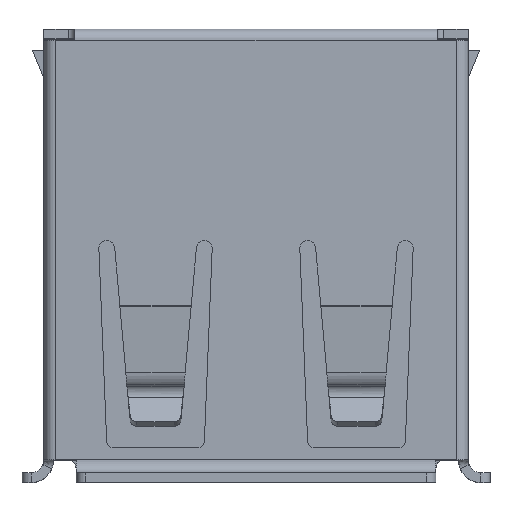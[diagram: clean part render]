
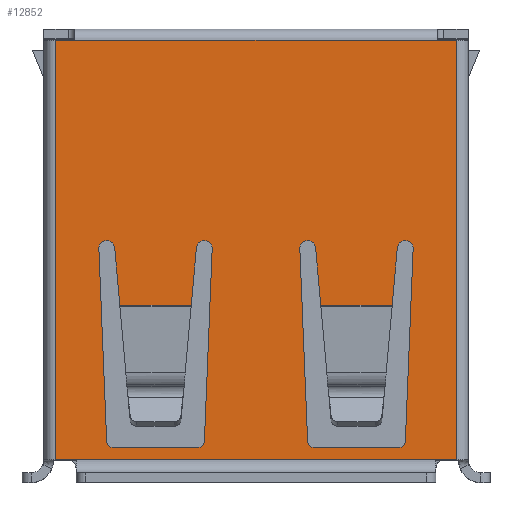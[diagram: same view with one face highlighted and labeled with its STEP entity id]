
A CAD part, top view. The second image highlights one B-rep face of the part: STEP entity #12852.
In plain terms, the highlighted planar face has unit normal (0, 0, 1).
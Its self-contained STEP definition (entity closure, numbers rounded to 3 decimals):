
#449=CIRCLE('',#14093,0.245);
#450=CIRCLE('',#14094,0.2);
#451=CIRCLE('',#14095,0.2);
#452=CIRCLE('',#14096,0.245);
#453=CIRCLE('',#14097,0.245);
#454=CIRCLE('',#14098,0.2);
#455=CIRCLE('',#14099,0.2);
#456=CIRCLE('',#14100,0.245);
#867=ORIENTED_EDGE('',*,*,#4758,.F.);
#868=ORIENTED_EDGE('',*,*,#4759,.T.);
#869=ORIENTED_EDGE('',*,*,#4760,.T.);
#870=ORIENTED_EDGE('',*,*,#4761,.T.);
#871=ORIENTED_EDGE('',*,*,#4762,.T.);
#872=ORIENTED_EDGE('',*,*,#4763,.T.);
#873=ORIENTED_EDGE('',*,*,#4764,.T.);
#874=ORIENTED_EDGE('',*,*,#4765,.T.);
#875=ORIENTED_EDGE('',*,*,#4766,.T.);
#876=ORIENTED_EDGE('',*,*,#4733,.T.);
#877=ORIENTED_EDGE('',*,*,#4767,.F.);
#878=ORIENTED_EDGE('',*,*,#4768,.T.);
#879=ORIENTED_EDGE('',*,*,#4769,.T.);
#880=ORIENTED_EDGE('',*,*,#4770,.T.);
#881=ORIENTED_EDGE('',*,*,#4771,.T.);
#882=ORIENTED_EDGE('',*,*,#4772,.T.);
#883=ORIENTED_EDGE('',*,*,#4773,.T.);
#884=ORIENTED_EDGE('',*,*,#4774,.T.);
#885=ORIENTED_EDGE('',*,*,#4775,.T.);
#886=ORIENTED_EDGE('',*,*,#4776,.T.);
#887=ORIENTED_EDGE('',*,*,#4702,.F.);
#888=ORIENTED_EDGE('',*,*,#4777,.F.);
#889=ORIENTED_EDGE('',*,*,#4722,.T.);
#890=ORIENTED_EDGE('',*,*,#4778,.T.);
#891=ORIENTED_EDGE('',*,*,#4728,.T.);
#892=ORIENTED_EDGE('',*,*,#4779,.T.);
#893=ORIENTED_EDGE('',*,*,#4688,.F.);
#894=ORIENTED_EDGE('',*,*,#4780,.T.);
#4688=EDGE_CURVE('',#6637,#6638,#7859,.F.);
#4702=EDGE_CURVE('',#6651,#6645,#7868,.F.);
#4722=EDGE_CURVE('',#6661,#6667,#7881,.F.);
#4728=EDGE_CURVE('',#6674,#6673,#7885,.F.);
#4733=EDGE_CURVE('',#6679,#6678,#7890,.T.);
#4758=EDGE_CURVE('',#6698,#6678,#7907,.T.);
#4759=EDGE_CURVE('',#6698,#6699,#7908,.T.);
#4760=EDGE_CURVE('',#6699,#6700,#449,.T.);
#4761=EDGE_CURVE('',#6700,#6701,#7909,.T.);
#4762=EDGE_CURVE('',#6701,#6702,#450,.F.);
#4763=EDGE_CURVE('',#6702,#6703,#7910,.T.);
#4764=EDGE_CURVE('',#6703,#6704,#451,.F.);
#4765=EDGE_CURVE('',#6704,#6705,#7911,.T.);
#4766=EDGE_CURVE('',#6705,#6679,#452,.T.);
#4767=EDGE_CURVE('',#6706,#6707,#7912,.T.);
#4768=EDGE_CURVE('',#6706,#6708,#7913,.T.);
#4769=EDGE_CURVE('',#6708,#6709,#453,.T.);
#4770=EDGE_CURVE('',#6709,#6710,#7914,.T.);
#4771=EDGE_CURVE('',#6710,#6711,#454,.F.);
#4772=EDGE_CURVE('',#6711,#6712,#7915,.T.);
#4773=EDGE_CURVE('',#6712,#6713,#455,.F.);
#4774=EDGE_CURVE('',#6713,#6714,#7916,.T.);
#4775=EDGE_CURVE('',#6714,#6715,#456,.T.);
#4776=EDGE_CURVE('',#6715,#6707,#7917,.T.);
#4777=EDGE_CURVE('',#6661,#6651,#7918,.T.);
#4778=EDGE_CURVE('',#6667,#6674,#7919,.T.);
#4779=EDGE_CURVE('',#6673,#6638,#7920,.F.);
#4780=EDGE_CURVE('',#6637,#6645,#7921,.T.);
#6637=VERTEX_POINT('',#18682);
#6638=VERTEX_POINT('',#18684);
#6645=VERTEX_POINT('',#18699);
#6651=VERTEX_POINT('',#18714);
#6661=VERTEX_POINT('',#18744);
#6667=VERTEX_POINT('',#18756);
#6673=VERTEX_POINT('',#18769);
#6674=VERTEX_POINT('',#18771);
#6678=VERTEX_POINT('',#18780);
#6679=VERTEX_POINT('',#18782);
#6698=VERTEX_POINT('',#18828);
#6699=VERTEX_POINT('',#18830);
#6700=VERTEX_POINT('',#18832);
#6701=VERTEX_POINT('',#18834);
#6702=VERTEX_POINT('',#18836);
#6703=VERTEX_POINT('',#18838);
#6704=VERTEX_POINT('',#18840);
#6705=VERTEX_POINT('',#18842);
#6706=VERTEX_POINT('',#18845);
#6707=VERTEX_POINT('',#18846);
#6708=VERTEX_POINT('',#18848);
#6709=VERTEX_POINT('',#18850);
#6710=VERTEX_POINT('',#18852);
#6711=VERTEX_POINT('',#18854);
#6712=VERTEX_POINT('',#18856);
#6713=VERTEX_POINT('',#18858);
#6714=VERTEX_POINT('',#18860);
#6715=VERTEX_POINT('',#18862);
#7859=LINE('',#18683,#9377);
#7868=LINE('',#18715,#9386);
#7881=LINE('',#18757,#9399);
#7885=LINE('',#18770,#9403);
#7890=LINE('',#18781,#9408);
#7907=LINE('',#18827,#9425);
#7908=LINE('',#18829,#9426);
#7909=LINE('',#18833,#9427);
#7910=LINE('',#18837,#9428);
#7911=LINE('',#18841,#9429);
#7912=LINE('',#18844,#9430);
#7913=LINE('',#18847,#9431);
#7914=LINE('',#18851,#9432);
#7915=LINE('',#18855,#9433);
#7916=LINE('',#18859,#9434);
#7917=LINE('',#18863,#9435);
#7918=LINE('',#18864,#9436);
#7919=LINE('',#18865,#9437);
#7920=LINE('',#18866,#9438);
#7921=LINE('',#18867,#9439);
#9377=VECTOR('',#15139,1000.);
#9386=VECTOR('',#15158,1000.);
#9399=VECTOR('',#15189,1000.);
#9403=VECTOR('',#15199,1000.);
#9408=VECTOR('',#15206,1000.);
#9425=VECTOR('',#15243,1000.);
#9426=VECTOR('',#15244,1000.);
#9427=VECTOR('',#15247,1000.);
#9428=VECTOR('',#15250,1000.);
#9429=VECTOR('',#15253,1000.);
#9430=VECTOR('',#15256,1000.);
#9431=VECTOR('',#15257,1000.);
#9432=VECTOR('',#15260,1000.);
#9433=VECTOR('',#15263,1000.);
#9434=VECTOR('',#15266,1000.);
#9435=VECTOR('',#15269,1000.);
#9436=VECTOR('',#15270,1000.);
#9437=VECTOR('',#15271,1000.);
#9438=VECTOR('',#15272,1000.);
#9439=VECTOR('',#15273,1000.);
#10856=EDGE_LOOP('',(#867,#868,#869,#870,#871,#872,#873,#874,#875,#876));
#10857=EDGE_LOOP('',(#877,#878,#879,#880,#881,#882,#883,#884,#885,#886));
#10858=EDGE_LOOP('',(#887,#888,#889,#890,#891,#892,#893,#894));
#11611=FACE_BOUND('',#10856,.T.);
#11612=FACE_BOUND('',#10857,.T.);
#11613=FACE_BOUND('',#10858,.T.);
#12362=PLANE('',#14092);
#12852=ADVANCED_FACE('',(#11611,#11612,#11613),#12362,.T.);
#14092=AXIS2_PLACEMENT_3D('',#18826,#15241,#15242);
#14093=AXIS2_PLACEMENT_3D('',#18831,#15245,#15246);
#14094=AXIS2_PLACEMENT_3D('',#18835,#15248,#15249);
#14095=AXIS2_PLACEMENT_3D('',#18839,#15251,#15252);
#14096=AXIS2_PLACEMENT_3D('',#18843,#15254,#15255);
#14097=AXIS2_PLACEMENT_3D('',#18849,#15258,#15259);
#14098=AXIS2_PLACEMENT_3D('',#18853,#15261,#15262);
#14099=AXIS2_PLACEMENT_3D('',#18857,#15264,#15265);
#14100=AXIS2_PLACEMENT_3D('',#18861,#15267,#15268);
#15139=DIRECTION('',(1.,0.,0.));
#15158=DIRECTION('',(1.,0.,0.));
#15189=DIRECTION('',(1.,0.,0.));
#15199=DIRECTION('',(1.,0.,0.));
#15206=DIRECTION('',(0.089,-0.996,0.));
#15241=DIRECTION('',(0.,0.,1.));
#15242=DIRECTION('',(1.,0.,0.));
#15243=DIRECTION('',(-1.,0.,0.));
#15244=DIRECTION('',(0.089,0.996,0.));
#15245=DIRECTION('',(0.,0.,-1.));
#15246=DIRECTION('',(0.,-1.,0.));
#15247=DIRECTION('',(-0.041,-0.999,0.));
#15248=DIRECTION('',(0.,0.,1.));
#15249=DIRECTION('',(1.,0.,0.));
#15250=DIRECTION('',(-1.,0.,0.));
#15251=DIRECTION('',(0.,0.,1.));
#15252=DIRECTION('',(1.,0.,0.));
#15253=DIRECTION('',(-0.041,0.999,0.));
#15254=DIRECTION('',(0.,0.,-1.));
#15255=DIRECTION('',(0.,-1.,0.));
#15256=DIRECTION('',(-1.,0.,0.));
#15257=DIRECTION('',(0.089,0.996,0.));
#15258=DIRECTION('',(0.,0.,-1.));
#15259=DIRECTION('',(0.,-1.,0.));
#15260=DIRECTION('',(-0.041,-0.999,0.));
#15261=DIRECTION('',(0.,0.,1.));
#15262=DIRECTION('',(1.,0.,0.));
#15263=DIRECTION('',(-1.,0.,0.));
#15264=DIRECTION('',(0.,0.,1.));
#15265=DIRECTION('',(1.,0.,0.));
#15266=DIRECTION('',(-0.041,0.999,0.));
#15267=DIRECTION('',(0.,0.,-1.));
#15268=DIRECTION('',(0.,-1.,0.));
#15269=DIRECTION('',(0.089,-0.996,0.));
#15270=DIRECTION('',(0.,-1.,0.));
#15271=DIRECTION('',(-1.,0.,0.));
#15272=DIRECTION('',(0.,1.,0.));
#15273=DIRECTION('',(1.,0.,0.));
#18682=CARTESIAN_POINT('',(-5.55,-6.475,2.86));
#18683=CARTESIAN_POINT('',(-6.25,-6.475,2.86));
#18684=CARTESIAN_POINT('',(-6.2,-6.475,2.86));
#18699=CARTESIAN_POINT('',(5.55,-6.475,2.86));
#18714=CARTESIAN_POINT('',(6.2,-6.475,2.86));
#18715=CARTESIAN_POINT('',(-6.25,-6.475,2.86));
#18744=CARTESIAN_POINT('',(6.2,6.475,2.86));
#18756=CARTESIAN_POINT('',(5.6,6.475,2.86));
#18757=CARTESIAN_POINT('',(-6.25,6.475,2.86));
#18769=CARTESIAN_POINT('',(-6.2,6.475,2.86));
#18770=CARTESIAN_POINT('',(-6.25,6.475,2.86));
#18771=CARTESIAN_POINT('',(-5.6,6.475,2.86));
#18780=CARTESIAN_POINT('',(-4.204,-1.705,2.86));
#18781=CARTESIAN_POINT('',(-4.364,0.072,2.86));
#18782=CARTESIAN_POINT('',(-4.364,0.072,2.86));
#18826=CARTESIAN_POINT('',(-6.25,6.475,2.86));
#18827=CARTESIAN_POINT('',(-2.001,-1.705,2.86));
#18828=CARTESIAN_POINT('',(-2.001,-1.705,2.86));
#18829=CARTESIAN_POINT('',(-2.338,-5.455,2.86));
#18830=CARTESIAN_POINT('',(-1.841,0.072,2.86));
#18831=CARTESIAN_POINT('',(-1.597,0.05,2.86));
#18832=CARTESIAN_POINT('',(-1.353,0.04,2.86));
#18833=CARTESIAN_POINT('',(-1.353,0.04,2.86));
#18834=CARTESIAN_POINT('',(-1.595,-5.903,2.86));
#18835=CARTESIAN_POINT('',(-1.795,-5.895,2.86));
#18836=CARTESIAN_POINT('',(-1.795,-6.095,2.86));
#18837=CARTESIAN_POINT('',(-1.603,-6.095,2.86));
#18838=CARTESIAN_POINT('',(-4.41,-6.095,2.86));
#18839=CARTESIAN_POINT('',(-4.41,-5.895,2.86));
#18840=CARTESIAN_POINT('',(-4.61,-5.903,2.86));
#18841=CARTESIAN_POINT('',(-4.603,-6.095,2.86));
#18842=CARTESIAN_POINT('',(-4.853,0.04,2.86));
#18843=CARTESIAN_POINT('',(-4.608,0.05,2.86));
#18844=CARTESIAN_POINT('',(4.204,-1.705,2.86));
#18845=CARTESIAN_POINT('',(4.204,-1.705,2.86));
#18846=CARTESIAN_POINT('',(2.001,-1.705,2.86));
#18847=CARTESIAN_POINT('',(3.868,-5.455,2.86));
#18848=CARTESIAN_POINT('',(4.364,0.072,2.86));
#18849=CARTESIAN_POINT('',(4.608,0.05,2.86));
#18850=CARTESIAN_POINT('',(4.853,0.04,2.86));
#18851=CARTESIAN_POINT('',(4.853,0.04,2.86));
#18852=CARTESIAN_POINT('',(4.61,-5.903,2.86));
#18853=CARTESIAN_POINT('',(4.41,-5.895,2.86));
#18854=CARTESIAN_POINT('',(4.41,-6.095,2.86));
#18855=CARTESIAN_POINT('',(4.603,-6.095,2.86));
#18856=CARTESIAN_POINT('',(1.795,-6.095,2.86));
#18857=CARTESIAN_POINT('',(1.795,-5.895,2.86));
#18858=CARTESIAN_POINT('',(1.595,-5.903,2.86));
#18859=CARTESIAN_POINT('',(1.603,-6.095,2.86));
#18860=CARTESIAN_POINT('',(1.353,0.04,2.86));
#18861=CARTESIAN_POINT('',(1.597,0.05,2.86));
#18862=CARTESIAN_POINT('',(1.841,0.072,2.86));
#18863=CARTESIAN_POINT('',(1.841,0.072,2.86));
#18864=CARTESIAN_POINT('',(6.2,6.475,2.86));
#18865=CARTESIAN_POINT('',(0.,6.475,2.86));
#18866=CARTESIAN_POINT('',(-6.2,6.475,2.86));
#18867=CARTESIAN_POINT('',(-5.55,-6.475,2.86));
